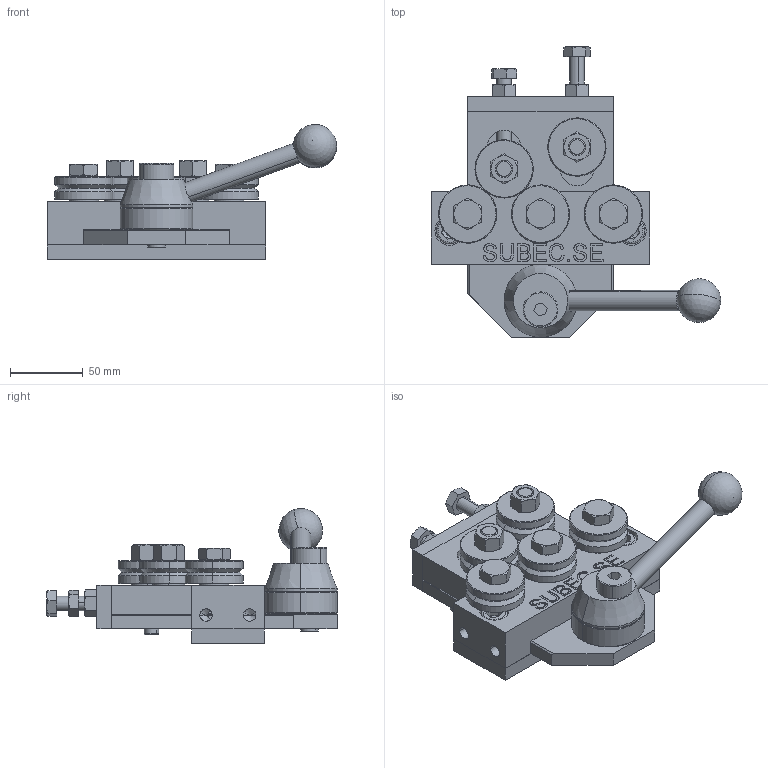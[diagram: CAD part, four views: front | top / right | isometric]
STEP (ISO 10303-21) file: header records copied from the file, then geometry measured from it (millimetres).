
FILE_DESCRIPTION (( 'STEP AP203' ), '1' );
FILE_NAME ('230627_STEP_1224B.STEP', '2023-06-27T10:50:20', ( '' ), ( '' ), 'SwSTEP 2.0', 'SolidWorks 2022', '' );
FILE_SCHEMA (( 'CONFIG_CONTROL_DESIGN' ));
Length unit declared in the file: millimetre
Products named in the file (23): socket head thin cap screw_din_DIN 7984 - M6 x 20 --- 17N; socket head thin cap screw_din_DIN 7984 - M6 x 20 --- 20N; hex bolt gradec_din_DIN EN 24016 - M10 x 50 x 50-NN; S40-Q_S40-Q-5; SD40S A_SD40S A; S30-Q-P7; 230627_STEP_1224B; S40-Q-P2_S40-Q-5P2; WN0330-M8MR; hex nut style 1 gradeab_din_Hexagon Nut ISO 4032 - M12 - D - N; S40-Q-P1_S40-Q-5P1; hex nut style 1 gradeab_din_Hexagon Nut ISO 4032 - M10 - D - N; socket head cap screw_din_DIN 912 M5 x 12 --- 12N; socket head cap screw_din_DIN 912 M12 x 25 --- 25N; S40-Q-P5_S30-Q-P5; S30-Q-P8_S30-Q-P8; S40-Q-SK_S40-Q-5-SK; S40-Q-P3_S40-Q-5P3; S30-Q-P6_S30-Q-P6; SD...G_SD40G; S40-Q-SKP1_S40-Q-5-SKP1; shim-support ring2_din_DIN 988-15x21x1; S40-Q-P4_S40-Q-5P4
Assembly tree (38 placements, depth 3):
  230627_STEP_1224B
    S40-Q_S40-Q-5
      S40-Q-P1_S40-Q-5P1
      S40-Q-P2_S40-Q-5P2
      S40-Q-P3_S40-Q-5P3
      S40-Q-P4_S40-Q-5P4
      S40-Q-P5_S30-Q-P5  x2
      S30-Q-P6_S30-Q-P6
      S30-Q-P7
      S30-Q-P8_S30-Q-P8
      SD40S A_SD40S A  x3
      WN0330-M8MR
      socket head thin cap screw_din_DIN 7984 - M6 x 20 --- 17N  x2
      shim-support ring2_din_DIN 988-15x21x1  x3
      hex nut style 1 gradeab_din_Hexagon Nut ISO 4032 - M12 - D - N  x2
      socket head thin cap screw_din_DIN 7984 - M6 x 20 --- 20N
      socket head cap screw_din_DIN 912 M5 x 12 --- 12N  x3
      socket head cap screw_din_DIN 912 M12 x 25 --- 25N  x2
    S40-Q-SK_S40-Q-5-SK
      S40-Q-SKP1_S40-Q-5-SKP1
      hex bolt gradec_din_DIN EN 24016 - M10 x 50 x 50-NN  x2
      hex nut style 1 gradeab_din_Hexagon Nut ISO 4032 - M10 - D - N  x2
    SD...G_SD40G  x5
Bounding box: 198.72 x 199.35 x 92.68 mm (x, y, z)
Volume: 699452.2 mm3; surface area: 203270.6 mm2
Topology: 36 solids, 36 shells, 1068 faces, 2408 edges, 1447 vertices
Faces by surface type: plane 395, cylinder 289, cone 282, bspline 60, torus 40, sphere 2
Entity records: 25840 total; most frequent: CARTESIAN_POINT 7676, DIRECTION 3205, ORIENTED_EDGE 3086, EDGE_CURVE 1543, AXIS2_PLACEMENT_3D 1211, VERTEX_POINT 964, EDGE_LOOP 789, LINE 783
